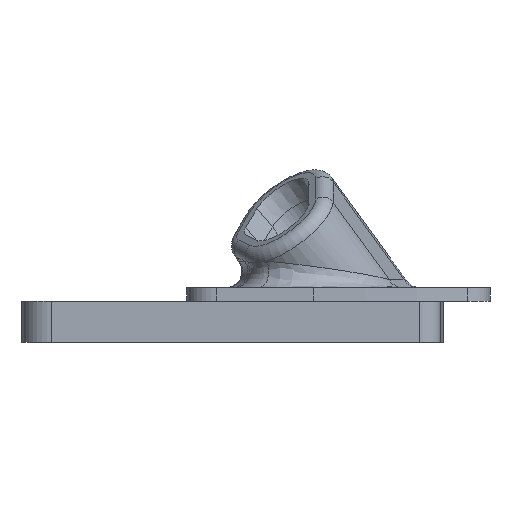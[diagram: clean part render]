
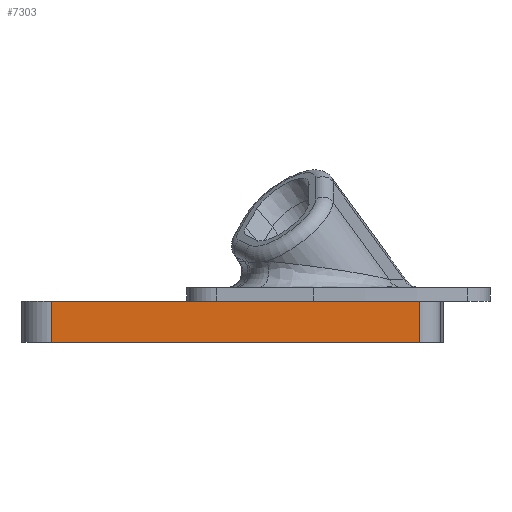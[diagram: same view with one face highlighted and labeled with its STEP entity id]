
A CAD part, left-side view. The second image highlights one B-rep face of the part: STEP entity #7303.
In plain terms, the highlighted planar face has unit normal (-1, 0, 0).
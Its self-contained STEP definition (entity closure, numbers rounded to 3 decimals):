
#3872 = PLANE('',#3873);
#3873 = AXIS2_PLACEMENT_3D('',#3874,#3875,#3876);
#3874 = CARTESIAN_POINT('',(0.,0.,-1.6));
#3875 = DIRECTION('',(0.,0.,1.));
#3876 = DIRECTION('',(1.,0.,0.));
#4335 = VERTEX_POINT('',#4336);
#4336 = CARTESIAN_POINT('',(-72.8,18.4,-1.6));
#4350 = PLANE('',#4351);
#4351 = AXIS2_PLACEMENT_3D('',#4352,#4353,#4354);
#4352 = CARTESIAN_POINT('',(0.,12.8,-1.6));
#4353 = DIRECTION('',(0.,0.,-1.));
#4354 = DIRECTION('',(-1.,0.,0.));
#5979 = EDGE_CURVE('',#4335,#5980,#5982,.T.);
#5980 = VERTEX_POINT('',#5981);
#5981 = CARTESIAN_POINT('',(-72.8,-9.8,-1.6));
#5982 = SURFACE_CURVE('',#5983,(#5987,#5994),.PCURVE_S1.);
#5983 = LINE('',#5984,#5985);
#5984 = CARTESIAN_POINT('',(-72.8,-4.9,-1.6));
#5985 = VECTOR('',#5986,1.);
#5986 = DIRECTION('',(0.,-1.,0.));
#5987 = PCURVE('',#3872,#5988);
#5988 = DEFINITIONAL_REPRESENTATION('',(#5989),#5993);
#5989 = LINE('',#5990,#5991);
#5990 = CARTESIAN_POINT('',(-72.8,-4.9));
#5991 = VECTOR('',#5992,1.);
#5992 = DIRECTION('',(0.,-1.));
#5993 = ( GEOMETRIC_REPRESENTATION_CONTEXT(2) 
PARAMETRIC_REPRESENTATION_CONTEXT() REPRESENTATION_CONTEXT('2D SPACE',''
  ) );
#5994 = PCURVE('',#5995,#6000);
#5995 = PLANE('',#5996);
#5996 = AXIS2_PLACEMENT_3D('',#5997,#5998,#5999);
#5997 = CARTESIAN_POINT('',(-72.8,-9.8,-1.6));
#5998 = DIRECTION('',(-1.,0.,0.));
#5999 = DIRECTION('',(0.,1.,0.));
#6000 = DEFINITIONAL_REPRESENTATION('',(#6001),#6005);
#6001 = LINE('',#6002,#6003);
#6002 = CARTESIAN_POINT('',(4.9,0.));
#6003 = VECTOR('',#6004,1.);
#6004 = DIRECTION('',(-1.,0.));
#6005 = ( GEOMETRIC_REPRESENTATION_CONTEXT(2) 
PARAMETRIC_REPRESENTATION_CONTEXT() REPRESENTATION_CONTEXT('2D SPACE',''
  ) );
#6024 = CYLINDRICAL_SURFACE('',#6025,2.6);
#6025 = AXIS2_PLACEMENT_3D('',#6026,#6027,#6028);
#6026 = CARTESIAN_POINT('',(-70.2,-9.8,-1.6));
#6027 = DIRECTION('',(0.,0.,-1.));
#6028 = DIRECTION('',(0.,-1.,0.));
#6330 = VERTEX_POINT('',#6331);
#6331 = CARTESIAN_POINT('',(-72.8,34.8,-1.6));
#6346 = CYLINDRICAL_SURFACE('',#6347,3.6);
#6347 = AXIS2_PLACEMENT_3D('',#6348,#6349,#6350);
#6348 = CARTESIAN_POINT('',(-69.2,34.8,-1.6));
#6349 = DIRECTION('',(0.,0.,-1.));
#6350 = DIRECTION('',(-1.,0.,0.));
#6358 = EDGE_CURVE('',#4335,#6330,#6359,.T.);
#6359 = SURFACE_CURVE('',#6360,(#6364,#6371),.PCURVE_S1.);
#6360 = LINE('',#6361,#6362);
#6361 = CARTESIAN_POINT('',(-72.8,-9.8,-1.6));
#6362 = VECTOR('',#6363,1.);
#6363 = DIRECTION('',(0.,1.,0.));
#6364 = PCURVE('',#4350,#6365);
#6365 = DEFINITIONAL_REPRESENTATION('',(#6366),#6370);
#6366 = LINE('',#6367,#6368);
#6367 = CARTESIAN_POINT('',(72.8,-22.6));
#6368 = VECTOR('',#6369,1.);
#6369 = DIRECTION('',(0.,1.));
#6370 = ( GEOMETRIC_REPRESENTATION_CONTEXT(2) 
PARAMETRIC_REPRESENTATION_CONTEXT() REPRESENTATION_CONTEXT('2D SPACE',''
  ) );
#6371 = PCURVE('',#5995,#6372);
#6372 = DEFINITIONAL_REPRESENTATION('',(#6373),#6377);
#6373 = LINE('',#6374,#6375);
#6374 = CARTESIAN_POINT('',(0.,0.));
#6375 = VECTOR('',#6376,1.);
#6376 = DIRECTION('',(1.,0.));
#6377 = ( GEOMETRIC_REPRESENTATION_CONTEXT(2) 
PARAMETRIC_REPRESENTATION_CONTEXT() REPRESENTATION_CONTEXT('2D SPACE',''
  ) );
#7303 = ADVANCED_FACE('',(#7304),#5995,.T.);
#7304 = FACE_BOUND('',#7305,.T.);
#7305 = EDGE_LOOP('',(#7306,#7307,#7308,#7331,#7359));
#7306 = ORIENTED_EDGE('',*,*,#5979,.F.);
#7307 = ORIENTED_EDGE('',*,*,#6358,.T.);
#7308 = ORIENTED_EDGE('',*,*,#7309,.T.);
#7309 = EDGE_CURVE('',#6330,#7310,#7312,.T.);
#7310 = VERTEX_POINT('',#7311);
#7311 = CARTESIAN_POINT('',(-72.8,34.8,-6.6));
#7312 = SURFACE_CURVE('',#7313,(#7317,#7324),.PCURVE_S1.);
#7313 = LINE('',#7314,#7315);
#7314 = CARTESIAN_POINT('',(-72.8,34.8,-1.6));
#7315 = VECTOR('',#7316,1.);
#7316 = DIRECTION('',(0.,0.,-1.));
#7317 = PCURVE('',#5995,#7318);
#7318 = DEFINITIONAL_REPRESENTATION('',(#7319),#7323);
#7319 = LINE('',#7320,#7321);
#7320 = CARTESIAN_POINT('',(44.6,0.));
#7321 = VECTOR('',#7322,1.);
#7322 = DIRECTION('',(0.,1.));
#7323 = ( GEOMETRIC_REPRESENTATION_CONTEXT(2) 
PARAMETRIC_REPRESENTATION_CONTEXT() REPRESENTATION_CONTEXT('2D SPACE',''
  ) );
#7324 = PCURVE('',#6346,#7325);
#7325 = DEFINITIONAL_REPRESENTATION('',(#7326),#7330);
#7326 = LINE('',#7327,#7328);
#7327 = CARTESIAN_POINT('',(0.,0.));
#7328 = VECTOR('',#7329,1.);
#7329 = DIRECTION('',(0.,1.));
#7330 = ( GEOMETRIC_REPRESENTATION_CONTEXT(2) 
PARAMETRIC_REPRESENTATION_CONTEXT() REPRESENTATION_CONTEXT('2D SPACE',''
  ) );
#7331 = ORIENTED_EDGE('',*,*,#7332,.F.);
#7332 = EDGE_CURVE('',#7333,#7310,#7335,.T.);
#7333 = VERTEX_POINT('',#7334);
#7334 = CARTESIAN_POINT('',(-72.8,-9.8,-6.6));
#7335 = SURFACE_CURVE('',#7336,(#7340,#7347),.PCURVE_S1.);
#7336 = LINE('',#7337,#7338);
#7337 = CARTESIAN_POINT('',(-72.8,-9.8,-6.6));
#7338 = VECTOR('',#7339,1.);
#7339 = DIRECTION('',(0.,1.,0.));
#7340 = PCURVE('',#5995,#7341);
#7341 = DEFINITIONAL_REPRESENTATION('',(#7342),#7346);
#7342 = LINE('',#7343,#7344);
#7343 = CARTESIAN_POINT('',(0.,5.));
#7344 = VECTOR('',#7345,1.);
#7345 = DIRECTION('',(1.,0.));
#7346 = ( GEOMETRIC_REPRESENTATION_CONTEXT(2) 
PARAMETRIC_REPRESENTATION_CONTEXT() REPRESENTATION_CONTEXT('2D SPACE',''
  ) );
#7347 = PCURVE('',#7348,#7353);
#7348 = PLANE('',#7349);
#7349 = AXIS2_PLACEMENT_3D('',#7350,#7351,#7352);
#7350 = CARTESIAN_POINT('',(0.,12.8,-6.6));
#7351 = DIRECTION('',(0.,0.,-1.));
#7352 = DIRECTION('',(-1.,0.,0.));
#7353 = DEFINITIONAL_REPRESENTATION('',(#7354),#7358);
#7354 = LINE('',#7355,#7356);
#7355 = CARTESIAN_POINT('',(72.8,-22.6));
#7356 = VECTOR('',#7357,1.);
#7357 = DIRECTION('',(0.,1.));
#7358 = ( GEOMETRIC_REPRESENTATION_CONTEXT(2) 
PARAMETRIC_REPRESENTATION_CONTEXT() REPRESENTATION_CONTEXT('2D SPACE',''
  ) );
#7359 = ORIENTED_EDGE('',*,*,#7360,.F.);
#7360 = EDGE_CURVE('',#5980,#7333,#7361,.T.);
#7361 = SURFACE_CURVE('',#7362,(#7366,#7373),.PCURVE_S1.);
#7362 = LINE('',#7363,#7364);
#7363 = CARTESIAN_POINT('',(-72.8,-9.8,-1.6));
#7364 = VECTOR('',#7365,1.);
#7365 = DIRECTION('',(0.,0.,-1.));
#7366 = PCURVE('',#5995,#7367);
#7367 = DEFINITIONAL_REPRESENTATION('',(#7368),#7372);
#7368 = LINE('',#7369,#7370);
#7369 = CARTESIAN_POINT('',(0.,0.));
#7370 = VECTOR('',#7371,1.);
#7371 = DIRECTION('',(0.,1.));
#7372 = ( GEOMETRIC_REPRESENTATION_CONTEXT(2) 
PARAMETRIC_REPRESENTATION_CONTEXT() REPRESENTATION_CONTEXT('2D SPACE',''
  ) );
#7373 = PCURVE('',#6024,#7374);
#7374 = DEFINITIONAL_REPRESENTATION('',(#7375),#7379);
#7375 = LINE('',#7376,#7377);
#7376 = CARTESIAN_POINT('',(1.571,0.));
#7377 = VECTOR('',#7378,1.);
#7378 = DIRECTION('',(0.,1.));
#7379 = ( GEOMETRIC_REPRESENTATION_CONTEXT(2) 
PARAMETRIC_REPRESENTATION_CONTEXT() REPRESENTATION_CONTEXT('2D SPACE',''
  ) );
